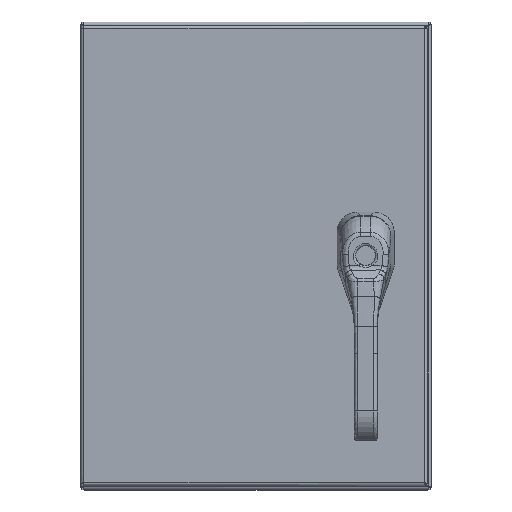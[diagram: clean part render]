
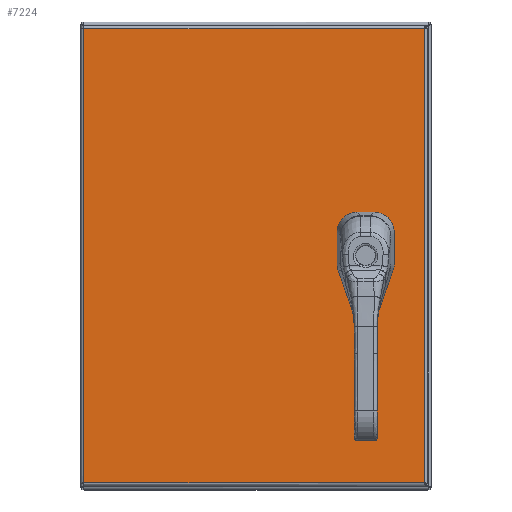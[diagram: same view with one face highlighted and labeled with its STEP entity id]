
A CAD part, top view. The second image highlights one B-rep face of the part: STEP entity #7224.
In plain terms, the highlighted face is planar.
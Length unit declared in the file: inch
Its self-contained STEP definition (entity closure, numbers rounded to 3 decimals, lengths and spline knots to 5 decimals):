
#5454=CARTESIAN_POINT('',(2.33762,8.275,0.0));
#5455=VERTEX_POINT('',#5454);
#5462=CARTESIAN_POINT('',(2.525,8.08762,0.0));
#5463=VERTEX_POINT('',#5462);
#5464=CARTESIAN_POINT('',(2.125,7.875,0.0));
#5465=DIRECTION('',(0.0,0.0,1.0));
#5466=DIRECTION('',(-0.469,-0.883,0.0));
#5467=AXIS2_PLACEMENT_3D('',#5464,#5465,#5466);
#5468=CIRCLE('',#5467,0.453);
#5469=EDGE_CURVE('',#5463,#5455,#5468,.T.);
#5494=CARTESIAN_POINT('',(2.525,7.66238,0.0));
#5495=VERTEX_POINT('',#5494);
#5496=CARTESIAN_POINT('',(2.525,7.66238,0.0));
#5497=DIRECTION('',(0.0,1.0,0.0));
#5498=VECTOR('',#5497,0.42525);
#5499=LINE('',#5496,#5498);
#5500=EDGE_CURVE('',#5495,#5463,#5499,.T.);
#5526=CARTESIAN_POINT('',(2.33762,7.475,0.0));
#5527=VERTEX_POINT('',#5526);
#5528=CARTESIAN_POINT('',(2.125,7.875,0.0));
#5529=DIRECTION('',(0.0,0.0,1.0));
#5530=DIRECTION('',(-0.883,0.469,0.0));
#5531=AXIS2_PLACEMENT_3D('',#5528,#5529,#5530);
#5532=CIRCLE('',#5531,0.453);
#5533=EDGE_CURVE('',#5527,#5495,#5532,.T.);
#5558=CARTESIAN_POINT('',(1.91238,7.475,0.0));
#5559=VERTEX_POINT('',#5558);
#5560=CARTESIAN_POINT('',(1.91238,7.475,0.0));
#5561=DIRECTION('',(1.0,0.0,0.0));
#5562=VECTOR('',#5561,0.42525);
#5563=LINE('',#5560,#5562);
#5564=EDGE_CURVE('',#5559,#5527,#5563,.T.);
#5590=CARTESIAN_POINT('',(1.725,7.66238,0.0));
#5591=VERTEX_POINT('',#5590);
#5592=CARTESIAN_POINT('',(2.125,7.875,0.0));
#5593=DIRECTION('',(0.0,0.0,1.0));
#5594=DIRECTION('',(0.469,0.883,0.0));
#5595=AXIS2_PLACEMENT_3D('',#5592,#5593,#5594);
#5596=CIRCLE('',#5595,0.453);
#5597=EDGE_CURVE('',#5591,#5559,#5596,.T.);
#5622=CARTESIAN_POINT('',(1.725,8.08762,0.0));
#5623=VERTEX_POINT('',#5622);
#5624=CARTESIAN_POINT('',(1.725,8.08762,0.0));
#5625=DIRECTION('',(0.0,-1.0,0.0));
#5626=VECTOR('',#5625,0.42525);
#5627=LINE('',#5624,#5626);
#5628=EDGE_CURVE('',#5623,#5591,#5627,.T.);
#5654=CARTESIAN_POINT('',(1.91238,8.275,0.0));
#5655=VERTEX_POINT('',#5654);
#5656=CARTESIAN_POINT('',(2.125,7.875,0.0));
#5657=DIRECTION('',(0.0,0.0,1.0));
#5658=DIRECTION('',(0.883,-0.469,0.0));
#5659=AXIS2_PLACEMENT_3D('',#5656,#5657,#5658);
#5660=CIRCLE('',#5659,0.453);
#5661=EDGE_CURVE('',#5655,#5623,#5660,.T.);
#5684=CARTESIAN_POINT('',(2.33762,8.275,0.0));
#5685=DIRECTION('',(-1.0,0.0,0.0));
#5686=VECTOR('',#5685,0.42525);
#5687=LINE('',#5684,#5686);
#5688=EDGE_CURVE('',#5455,#5655,#5687,.T.);
#5710=CARTESIAN_POINT('',(1.9845,6.497,0.0));
#5711=VERTEX_POINT('',#5710);
#5712=CARTESIAN_POINT('',(2.125,6.497,0.0));
#5713=DIRECTION('',(0.0,0.0,1.0));
#5714=DIRECTION('',(1.0,0.0,0.0));
#5715=AXIS2_PLACEMENT_3D('',#5712,#5713,#5714);
#5716=CIRCLE('',#5715,0.1405);
#5717=EDGE_CURVE('',#5711,#5711,#5716,.T.);
#5738=CARTESIAN_POINT('',(1.9845,6.989,0.0));
#5739=VERTEX_POINT('',#5738);
#5740=CARTESIAN_POINT('',(2.125,6.989,0.0));
#5741=DIRECTION('',(0.0,0.0,1.0));
#5742=DIRECTION('',(1.0,0.0,0.0));
#5743=AXIS2_PLACEMENT_3D('',#5740,#5741,#5742);
#5744=CIRCLE('',#5743,0.1405);
#5745=EDGE_CURVE('',#5739,#5739,#5744,.T.);
#5766=CARTESIAN_POINT('',(1.9845,8.76,0.0));
#5767=VERTEX_POINT('',#5766);
#5768=CARTESIAN_POINT('',(2.125,8.76,0.0));
#5769=DIRECTION('',(0.0,0.0,1.0));
#5770=DIRECTION('',(1.0,0.0,0.0));
#5771=AXIS2_PLACEMENT_3D('',#5768,#5769,#5770);
#5772=CIRCLE('',#5771,0.1405);
#5773=EDGE_CURVE('',#5767,#5767,#5772,.T.);
#6223=CARTESIAN_POINT('',(11.76975,0.10525,0.));
#6224=VERTEX_POINT('',#6223);
#6235=CARTESIAN_POINT('',(11.76975,15.64475,0.));
#6236=VERTEX_POINT('',#6235);
#6237=CARTESIAN_POINT('',(11.76975,15.64475,0.0));
#6238=DIRECTION('',(0.0,-1.0,0.0));
#6239=VECTOR('',#6238,15.5395);
#6240=LINE('',#6237,#6239);
#6241=EDGE_CURVE('',#6236,#6224,#6240,.T.);
#6393=CARTESIAN_POINT('',(0.10525,0.10525,0.));
#6394=VERTEX_POINT('',#6393);
#6405=CARTESIAN_POINT('',(11.76975,0.10525,0.0));
#6406=DIRECTION('',(-1.0,0.0,0.0));
#6407=VECTOR('',#6406,11.6645);
#6408=LINE('',#6405,#6407);
#6409=EDGE_CURVE('',#6224,#6394,#6408,.T.);
#6670=CARTESIAN_POINT('',(0.10525,15.64475,0.));
#6671=VERTEX_POINT('',#6670);
#6682=CARTESIAN_POINT('',(0.10525,0.10525,0.0));
#6683=DIRECTION('',(0.0,1.0,0.0));
#6684=VECTOR('',#6683,15.5395);
#6685=LINE('',#6682,#6684);
#6686=EDGE_CURVE('',#6394,#6671,#6685,.T.);
#6951=CARTESIAN_POINT('',(0.10525,15.64475,0.0));
#6952=DIRECTION('',(1.0,0.0,0.0));
#6953=VECTOR('',#6952,11.6645);
#6954=LINE('',#6951,#6953);
#6955=EDGE_CURVE('',#6671,#6236,#6954,.T.);
#7194=CARTESIAN_POINT('',(5.9375,7.875,0.0));
#7195=DIRECTION('',(0.0,0.0,1.0));
#7196=DIRECTION('',(1.0,0.0,0.0));
#7197=AXIS2_PLACEMENT_3D('',#7194,#7195,#7196);
#7198=PLANE('',#7197);
#7199=ORIENTED_EDGE('',*,*,#6241,.T.);
#7200=ORIENTED_EDGE('',*,*,#6409,.T.);
#7201=ORIENTED_EDGE('',*,*,#6686,.T.);
#7202=ORIENTED_EDGE('',*,*,#6955,.T.);
#7203=EDGE_LOOP('',(#7199,#7200,#7201,#7202));
#7204=FACE_OUTER_BOUND('',#7203,.T.);
#7205=ORIENTED_EDGE('',*,*,#5469,.T.);
#7206=ORIENTED_EDGE('',*,*,#5688,.T.);
#7207=ORIENTED_EDGE('',*,*,#5661,.T.);
#7208=ORIENTED_EDGE('',*,*,#5628,.T.);
#7209=ORIENTED_EDGE('',*,*,#5597,.T.);
#7210=ORIENTED_EDGE('',*,*,#5564,.T.);
#7211=ORIENTED_EDGE('',*,*,#5533,.T.);
#7212=ORIENTED_EDGE('',*,*,#5500,.T.);
#7213=EDGE_LOOP('',(#7205,#7206,#7207,#7208,#7209,#7210,#7211,#7212));
#7214=FACE_BOUND('',#7213,.T.);
#7215=ORIENTED_EDGE('',*,*,#5717,.T.);
#7216=EDGE_LOOP('',(#7215));
#7217=FACE_BOUND('',#7216,.T.);
#7218=ORIENTED_EDGE('',*,*,#5745,.T.);
#7219=EDGE_LOOP('',(#7218));
#7220=FACE_BOUND('',#7219,.T.);
#7221=ORIENTED_EDGE('',*,*,#5773,.T.);
#7222=EDGE_LOOP('',(#7221));
#7223=FACE_BOUND('',#7222,.T.);
#7224=ADVANCED_FACE('',(#7204,#7214,#7217,#7220,#7223),#7198,.F.);
